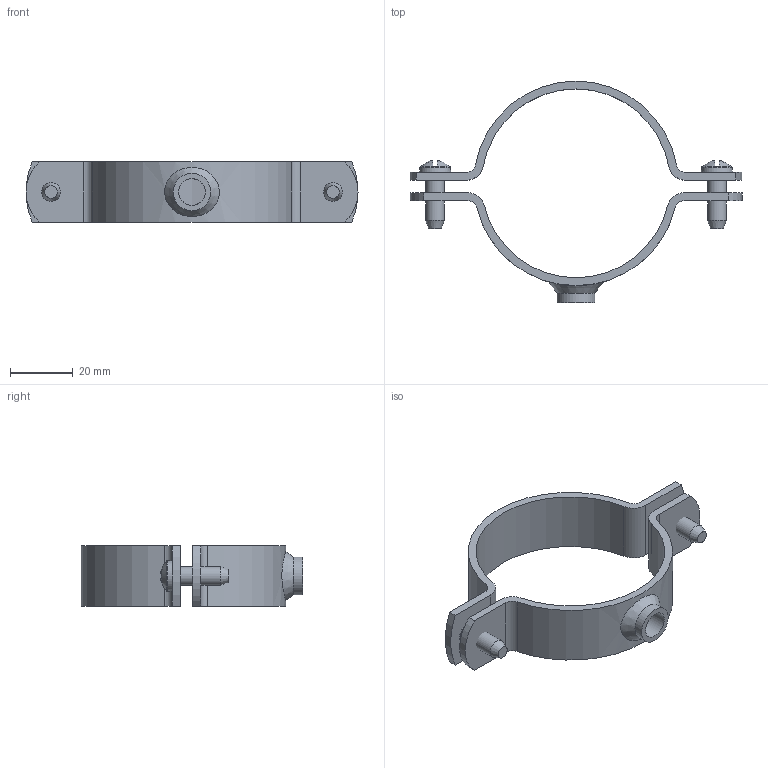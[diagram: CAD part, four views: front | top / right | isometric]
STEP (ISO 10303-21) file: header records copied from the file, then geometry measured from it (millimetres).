
FILE_DESCRIPTION (( 'STEP AP214' ), '1' );
FILE_NAME ('1388134.stp', '2021-02-12T09:12:26', ( '' ), ( '' ), 'SwSTEP 2.0', 'SolidWorks 2020', '' );
FILE_SCHEMA (( 'AUTOMOTIVE_DESIGN' ));
Length unit declared in the file: millimetre
Products named in the file (4): 1388134; 06047688_1; 06020682_1; 3177203_M6 x 18
Assembly tree (4 placements, depth 2):
  1388134
    06020682_1
    06047688_1
    3177203_M6 x 18  x2
Bounding box: 106 x 70.8 x 19.4 mm (x, y, z)
Volume: 14009.5 mm3; surface area: 13043.5 mm2
Topology: 4 solids, 4 shells, 135 faces, 339 edges, 217 vertices
Faces by surface type: plane 83, cylinder 28, cone 15, bspline 9
Full cylindrical faces by diameter (mm): 4.9 x2, 5 x2, 6 x2, 8.5 x1, 12 x1
Entity records: 4985 total; most frequent: CARTESIAN_POINT 1788, DIRECTION 430, ORIENTED_EDGE 416, EDGE_CURVE 208, AXIS2_PLACEMENT_3D 170, VERTEX_POINT 142, EDGE_LOOP 116, UNCERTAINTY_MEASURE_WITH_UNIT 99
